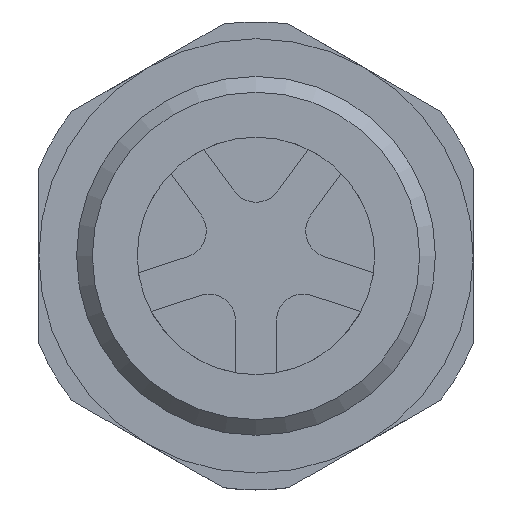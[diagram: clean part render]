
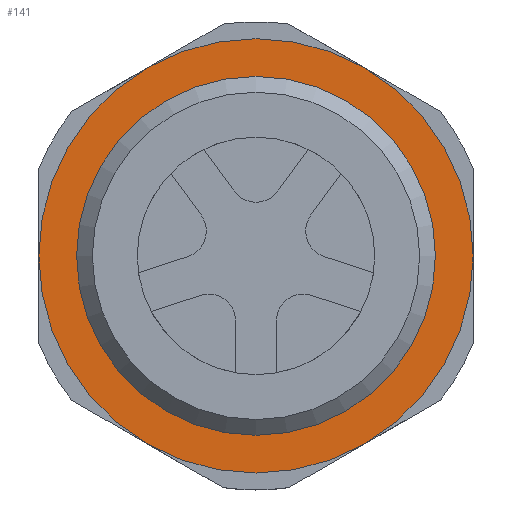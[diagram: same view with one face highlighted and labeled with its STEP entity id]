
A CAD part, front view. The second image highlights one B-rep face of the part: STEP entity #141.
In plain terms, the highlighted planar face has unit normal (0, -1, 0).
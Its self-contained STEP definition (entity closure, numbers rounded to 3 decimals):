
#141 = ADVANCED_FACE( '', ( #302, #303 ), #304, .F. );
#302 = FACE_BOUND( '', #482, .T. );
#303 = FACE_OUTER_BOUND( '', #483, .T. );
#304 = PLANE( '', #484 );
#482 = EDGE_LOOP( '', ( #854 ) );
#483 = EDGE_LOOP( '', ( #855 ) );
#484 = AXIS2_PLACEMENT_3D( '', #856, #857, #858 );
#854 = ORIENTED_EDGE( '', *, *, #1152, .F. );
#855 = ORIENTED_EDGE( '', *, *, #1012, .T. );
#856 = CARTESIAN_POINT( '', ( 16., 8., 0. ) );
#857 = DIRECTION( '', ( 0., 1., 0. ) );
#858 = DIRECTION( '', ( 0., 0., 1. ) );
#1012 = EDGE_CURVE( '', #1190, #1190, #1191, .T. );
#1152 = EDGE_CURVE( '', #1403, #1403, #1404, .T. );
#1190 = VERTEX_POINT( '', #1449 );
#1191 = CIRCLE( '', #1450, 16. );
#1403 = VERTEX_POINT( '', #1779 );
#1404 = CIRCLE( '', #1780, 13.221 );
#1449 = CARTESIAN_POINT( '', ( 0., 8., -16. ) );
#1450 = AXIS2_PLACEMENT_3D( '', #1816, #1817, #1818 );
#1779 = CARTESIAN_POINT( '', ( 0., 8., -13.221 ) );
#1780 = AXIS2_PLACEMENT_3D( '', #2004, #2005, #2006 );
#1816 = CARTESIAN_POINT( '', ( 0., 8., 0. ) );
#1817 = DIRECTION( '', ( 0., -1., 0. ) );
#1818 = DIRECTION( '', ( 0., 0., -1. ) );
#2004 = CARTESIAN_POINT( '', ( 0., 8., 0. ) );
#2005 = DIRECTION( '', ( 0., -1., 0. ) );
#2006 = DIRECTION( '', ( 0., 0., -1. ) );
